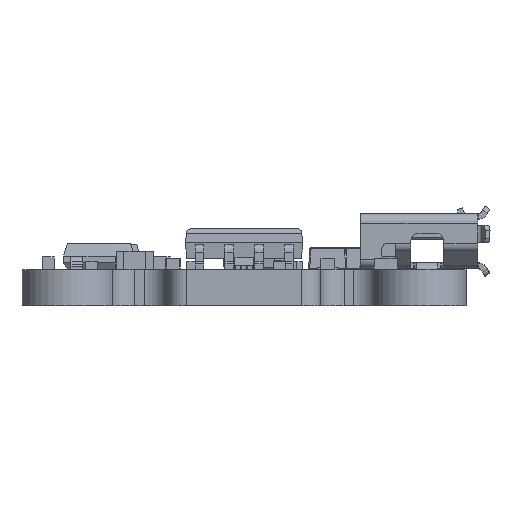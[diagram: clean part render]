
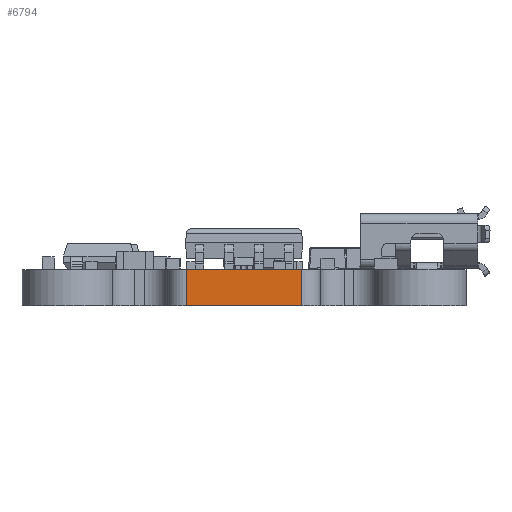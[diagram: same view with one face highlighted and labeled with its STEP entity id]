
A CAD part, front view. The second image highlights one B-rep face of the part: STEP entity #6794.
In plain terms, the highlighted planar face has unit normal (0, -1, 0).
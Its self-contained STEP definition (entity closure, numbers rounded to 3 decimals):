
#6767 = VERTEX_POINT('',#6768);
#6768 = CARTESIAN_POINT('',(2.47,0.,1.545));
#6775 = EDGE_CURVE('',#6776,#6767,#6778,.T.);
#6776 = VERTEX_POINT('',#6777);
#6777 = CARTESIAN_POINT('',(2.47,0.,0.));
#6778 = LINE('',#6779,#6780);
#6779 = CARTESIAN_POINT('',(2.47,0.,0.));
#6780 = VECTOR('',#6781,1.);
#6781 = DIRECTION('',(0.,0.,1.));
#6794 = ADVANCED_FACE('',(#6795),#6820,.T.);
#6795 = FACE_BOUND('',#6796,.T.);
#6796 = EDGE_LOOP('',(#6797,#6798,#6806,#6814));
#6797 = ORIENTED_EDGE('',*,*,#6775,.T.);
#6798 = ORIENTED_EDGE('',*,*,#6799,.T.);
#6799 = EDGE_CURVE('',#6767,#6800,#6802,.T.);
#6800 = VERTEX_POINT('',#6801);
#6801 = CARTESIAN_POINT('',(-2.471,0.,
    1.545));
#6802 = LINE('',#6803,#6804);
#6803 = CARTESIAN_POINT('',(2.47,0.,1.545));
#6804 = VECTOR('',#6805,1.);
#6805 = DIRECTION('',(-1.,0.,0.));
#6806 = ORIENTED_EDGE('',*,*,#6807,.F.);
#6807 = EDGE_CURVE('',#6808,#6800,#6810,.T.);
#6808 = VERTEX_POINT('',#6809);
#6809 = CARTESIAN_POINT('',(-2.471,0.,0.
    ));
#6810 = LINE('',#6811,#6812);
#6811 = CARTESIAN_POINT('',(-2.471,0.,0.
    ));
#6812 = VECTOR('',#6813,1.);
#6813 = DIRECTION('',(0.,0.,1.));
#6814 = ORIENTED_EDGE('',*,*,#6815,.F.);
#6815 = EDGE_CURVE('',#6776,#6808,#6816,.T.);
#6816 = LINE('',#6817,#6818);
#6817 = CARTESIAN_POINT('',(2.47,0.,0.));
#6818 = VECTOR('',#6819,1.);
#6819 = DIRECTION('',(-1.,0.,0.));
#6820 = PLANE('',#6821);
#6821 = AXIS2_PLACEMENT_3D('',#6822,#6823,#6824);
#6822 = CARTESIAN_POINT('',(2.47,0.,0.));
#6823 = DIRECTION('',(0.,-1.,0.));
#6824 = DIRECTION('',(-1.,0.,0.));
